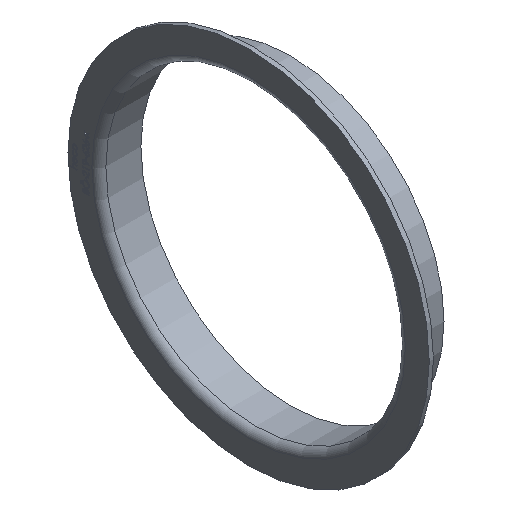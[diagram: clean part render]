
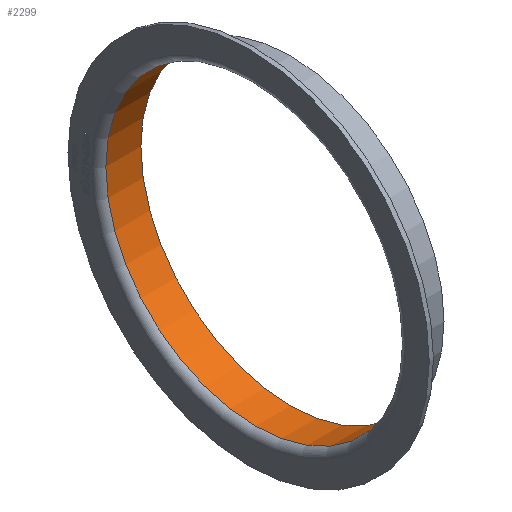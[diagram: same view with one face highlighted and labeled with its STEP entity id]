
A CAD part, isometric view. The second image highlights one B-rep face of the part: STEP entity #2299.
In plain terms, the highlighted cylindrical face has radius 106.95 mm (diameter 213.9 mm), a full revolution.
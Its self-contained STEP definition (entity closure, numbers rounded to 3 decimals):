
#69 = DIRECTION ( 'NONE',  ( -1., 0., 0. ) ) ;
#750 = CIRCLE ( 'NONE', #6512, 106.95 ) ;
#811 = ORIENTED_EDGE ( 'NONE', *, *, #3087, .T. ) ;
#1345 = CYLINDRICAL_SURFACE ( 'NONE', #13681, 106.95 ) ;
#2299 = ADVANCED_FACE ( 'NONE', ( #13656, #8127 ), #1345, .F. ) ;
#2490 = DIRECTION ( 'NONE',  ( -1., 0., 0. ) ) ;
#3087 = EDGE_CURVE ( 'NONE', #11791, #11791, #750, .T. ) ;
#3217 = DIRECTION ( 'NONE',  ( -1., 0., 0. ) ) ;
#5059 = CARTESIAN_POINT ( 'NONE',  ( 5., 0., -106.95 ) ) ;
#5240 = DIRECTION ( 'NONE',  ( 0., 0., 1. ) ) ;
#5337 = EDGE_LOOP ( 'NONE', ( #7293 ) ) ;
#6512 = AXIS2_PLACEMENT_3D ( 'NONE', #10258, #69, #10182 ) ;
#6536 = EDGE_LOOP ( 'NONE', ( #811 ) ) ;
#7293 = ORIENTED_EDGE ( 'NONE', *, *, #10153, .F. ) ;
#7714 = CIRCLE ( 'NONE', #13505, 106.95 ) ;
#8127 = FACE_OUTER_BOUND ( 'NONE', #5337, .T. ) ;
#8551 = CARTESIAN_POINT ( 'NONE',  ( 30., 0., 0. ) ) ;
#8592 = VERTEX_POINT ( 'NONE', #11724 ) ;
#10091 = DIRECTION ( 'NONE',  ( 0., 0., 1. ) ) ;
#10153 = EDGE_CURVE ( 'NONE', #8592, #8592, #7714, .T. ) ;
#10182 = DIRECTION ( 'NONE',  ( 0., 0., -1. ) ) ;
#10258 = CARTESIAN_POINT ( 'NONE',  ( 5., 0., 0. ) ) ;
#11724 = CARTESIAN_POINT ( 'NONE',  ( 30., 0., 106.95 ) ) ;
#11791 = VERTEX_POINT ( 'NONE', #5059 ) ;
#12410 = CARTESIAN_POINT ( 'NONE',  ( 0., 0., 0. ) ) ;
#13505 = AXIS2_PLACEMENT_3D ( 'NONE', #8551, #3217, #5240 ) ;
#13656 = FACE_OUTER_BOUND ( 'NONE', #6536, .T. ) ;
#13681 = AXIS2_PLACEMENT_3D ( 'NONE', #12410, #2490, #10091 ) ;
